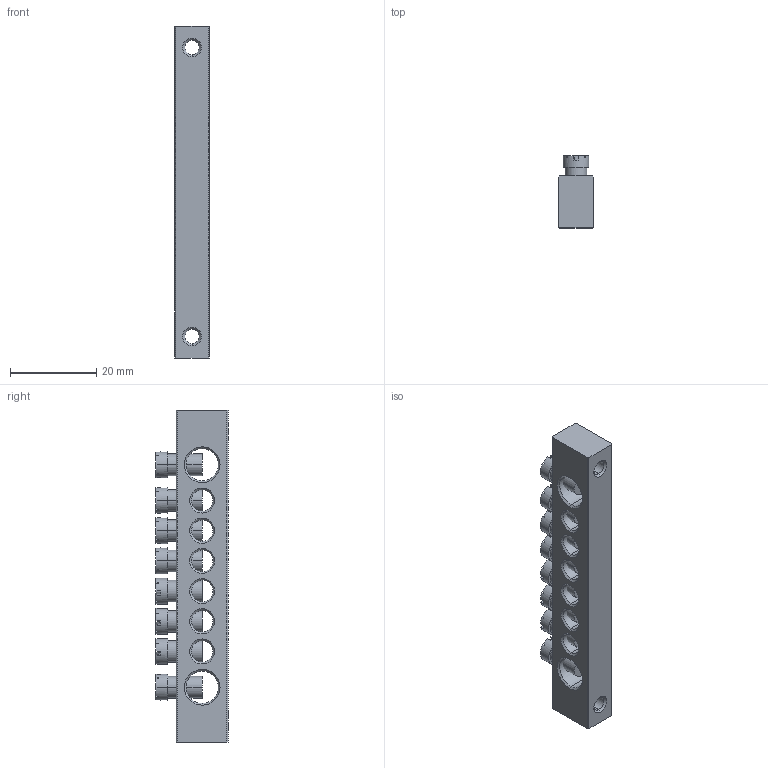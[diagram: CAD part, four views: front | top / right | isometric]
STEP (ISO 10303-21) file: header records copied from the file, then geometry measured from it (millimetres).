
FILE_DESCRIPTION (( 'STEP AP214' ), '1' );
FILE_NAME ('YNN21-08-100 Øèíà PEN çåìëÿ-íîëü 8õ12ìì 8_2 (8ãðóïïû_êðåï ïî êðàÿì) ÈÝÊ.STEP', '2016-08-24T13:33:10', ( 'user' ), ( '' ), 'SwSTEP 2.0', 'SolidWorks 2014', '' );
FILE_SCHEMA (( 'AUTOMOTIVE_DESIGN' ));
Length unit declared in the file: millimetre
Products named in the file (3): YNN21-08-100 Øèíà PEN çåìëÿ-íîëü 8õ12ìì 8_2 (8ãðóïïû_êðåï ïî êðàÿì) ÈÝÊ; Øèíà ÂõÍ n-2_8å12 8-2; Âèíò_Œ5
Assembly tree (9 placements, depth 2):
  YNN21-08-100 Øèíà PEN çåìëÿ-íîëü 8õ12ìì 8_2 (8ãðóïïû_êðåï ïî êðàÿì) ÈÝÊ
    Øèíà ÂõÍ n-2_8å12 8-2
    Âèíò_Œ5  x8
Bounding box: 8 x 16.7 x 77 mm (x, y, z)
Volume: 6854.4 mm3; surface area: 6199.5 mm2
Topology: 9 solids, 9 shells, 418 faces, 1100 edges, 708 vertices
Faces by surface type: plane 282, cone 68, cylinder 68
Entity records: 5060 total; most frequent: CARTESIAN_POINT 1269, DIRECTION 752, ORIENTED_EDGE 684, EDGE_CURVE 342, AXIS2_PLACEMENT_3D 294, VERTEX_POINT 211, EDGE_LOOP 177, LINE 164
